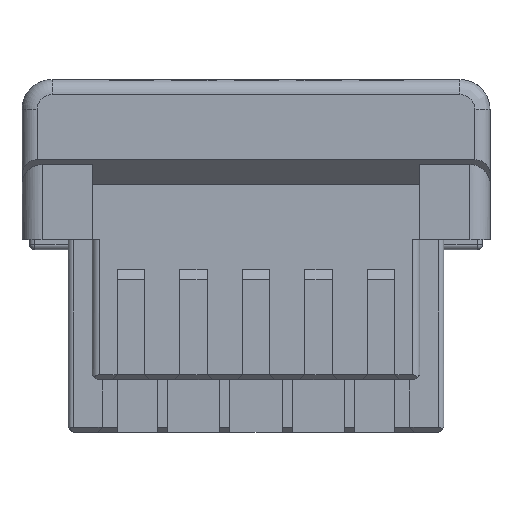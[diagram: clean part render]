
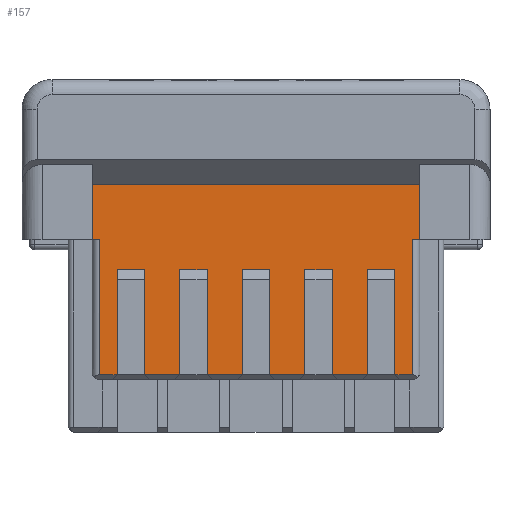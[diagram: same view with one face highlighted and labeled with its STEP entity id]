
A CAD part, front view. The second image highlights one B-rep face of the part: STEP entity #157.
In plain terms, the highlighted planar face has unit normal (0, -1, 0).
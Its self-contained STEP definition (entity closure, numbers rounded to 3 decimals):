
#157=ADVANCED_FACE('',(#804),#805,.T.);
#804=FACE_OUTER_BOUND('',#1938,.T.);
#805=PLANE('',#1939);
#1938=EDGE_LOOP('',(#3956,#3957,#3958,#3959,#3960,#3961,#3962,#3963,#3964,#3965,#3966,#3967,#3968,#3969,#3970,#3971,#3972,#3973,#3974,#3975,#3976,#3977,#3978,#3979,#3980,#3981,#3982,#3983));
#1939=AXIS2_PLACEMENT_3D('',#3984,#3985,#3986);
#3956=ORIENTED_EDGE('',*,*,#7887,.T.);
#3957=ORIENTED_EDGE('',*,*,#7903,.F.);
#3958=ORIENTED_EDGE('',*,*,#7904,.F.);
#3959=ORIENTED_EDGE('',*,*,#7860,.F.);
#3960=ORIENTED_EDGE('',*,*,#7869,.T.);
#3961=ORIENTED_EDGE('',*,*,#7902,.F.);
#3962=ORIENTED_EDGE('',*,*,#7905,.F.);
#3963=ORIENTED_EDGE('',*,*,#7906,.T.);
#3964=ORIENTED_EDGE('',*,*,#7872,.T.);
#3965=ORIENTED_EDGE('',*,*,#7907,.F.);
#3966=ORIENTED_EDGE('',*,*,#7908,.F.);
#3967=ORIENTED_EDGE('',*,*,#7909,.T.);
#3968=ORIENTED_EDGE('',*,*,#7876,.T.);
#3969=ORIENTED_EDGE('',*,*,#7910,.F.);
#3970=ORIENTED_EDGE('',*,*,#7911,.F.);
#3971=ORIENTED_EDGE('',*,*,#7912,.T.);
#3972=ORIENTED_EDGE('',*,*,#7880,.T.);
#3973=ORIENTED_EDGE('',*,*,#7913,.F.);
#3974=ORIENTED_EDGE('',*,*,#7914,.F.);
#3975=ORIENTED_EDGE('',*,*,#7915,.T.);
#3976=ORIENTED_EDGE('',*,*,#7889,.T.);
#3977=ORIENTED_EDGE('',*,*,#7916,.T.);
#3978=ORIENTED_EDGE('',*,*,#7917,.T.);
#3979=ORIENTED_EDGE('',*,*,#7918,.F.);
#3980=ORIENTED_EDGE('',*,*,#7919,.F.);
#3981=ORIENTED_EDGE('',*,*,#7920,.T.);
#3982=ORIENTED_EDGE('',*,*,#7921,.F.);
#3983=ORIENTED_EDGE('',*,*,#7922,.F.);
#3984=CARTESIAN_POINT('',(3.275,-2.225,2.25));
#3985=DIRECTION('',(0.0,-1.0,0.0));
#3986=DIRECTION('',(0.0,0.0,-1.0));
#7860=EDGE_CURVE('',#9605,#9606,#9607,.T.);
#7869=EDGE_CURVE('',#9605,#9621,#9622,.T.);
#7872=EDGE_CURVE('',#9626,#9627,#9628,.T.);
#7876=EDGE_CURVE('',#9634,#9635,#9636,.T.);
#7880=EDGE_CURVE('',#9642,#9643,#9644,.T.);
#7887=EDGE_CURVE('',#9657,#9655,#9658,.T.);
#7889=EDGE_CURVE('',#9660,#9661,#9662,.T.);
#7902=EDGE_CURVE('',#9682,#9621,#9684,.T.);
#7903=EDGE_CURVE('',#9685,#9655,#9686,.T.);
#7904=EDGE_CURVE('',#9606,#9685,#9687,.T.);
#7905=EDGE_CURVE('',#9688,#9682,#9689,.T.);
#7906=EDGE_CURVE('',#9688,#9626,#9690,.T.);
#7907=EDGE_CURVE('',#9691,#9627,#9692,.T.);
#7908=EDGE_CURVE('',#9693,#9691,#9694,.T.);
#7909=EDGE_CURVE('',#9693,#9634,#9695,.T.);
#7910=EDGE_CURVE('',#9696,#9635,#9697,.T.);
#7911=EDGE_CURVE('',#9698,#9696,#9699,.T.);
#7912=EDGE_CURVE('',#9698,#9642,#9700,.T.);
#7913=EDGE_CURVE('',#9701,#9643,#9702,.T.);
#7914=EDGE_CURVE('',#9703,#9701,#9704,.T.);
#7915=EDGE_CURVE('',#9703,#9660,#9705,.T.);
#7916=EDGE_CURVE('',#9661,#9706,#9707,.T.);
#7917=EDGE_CURVE('',#9706,#9708,#9709,.T.);
#7918=EDGE_CURVE('',#9710,#9708,#9711,.T.);
#7919=EDGE_CURVE('',#9712,#9710,#9713,.T.);
#7920=EDGE_CURVE('',#9712,#9714,#9715,.T.);
#7921=EDGE_CURVE('',#9716,#9714,#9717,.T.);
#7922=EDGE_CURVE('',#9657,#9716,#9718,.T.);
#9605=VERTEX_POINT('',#12397);
#9606=VERTEX_POINT('',#12398);
#9607=LINE('',#12399,#12400);
#9621=VERTEX_POINT('',#12422);
#9622=LINE('',#12423,#12424);
#9626=VERTEX_POINT('',#12430);
#9627=VERTEX_POINT('',#12431);
#9628=LINE('',#12432,#12433);
#9634=VERTEX_POINT('',#12442);
#9635=VERTEX_POINT('',#12443);
#9636=LINE('',#12444,#12445);
#9642=VERTEX_POINT('',#12454);
#9643=VERTEX_POINT('',#12455);
#9644=LINE('',#12456,#12457);
#9655=VERTEX_POINT('',#12473);
#9657=VERTEX_POINT('',#12476);
#9658=LINE('',#12477,#12478);
#9660=VERTEX_POINT('',#12484);
#9661=VERTEX_POINT('',#12485);
#9662=LINE('',#12486,#12487);
#9682=VERTEX_POINT('',#12521);
#9684=LINE('',#12524,#12525);
#9685=VERTEX_POINT('',#12526);
#9686=LINE('',#12527,#12528);
#9687=LINE('',#12529,#12530);
#9688=VERTEX_POINT('',#12531);
#9689=LINE('',#12532,#12533);
#9690=LINE('',#12534,#12535);
#9691=VERTEX_POINT('',#12536);
#9692=LINE('',#12537,#12538);
#9693=VERTEX_POINT('',#12539);
#9694=LINE('',#12540,#12541);
#9695=LINE('',#12542,#12543);
#9696=VERTEX_POINT('',#12544);
#9697=LINE('',#12545,#12546);
#9698=VERTEX_POINT('',#12547);
#9699=LINE('',#12548,#12549);
#9700=LINE('',#12550,#12551);
#9701=VERTEX_POINT('',#12552);
#9702=LINE('',#12553,#12554);
#9703=VERTEX_POINT('',#12555);
#9704=LINE('',#12556,#12557);
#9705=LINE('',#12558,#12559);
#9706=VERTEX_POINT('',#12560);
#9707=LINE('',#12561,#12562);
#9708=VERTEX_POINT('',#12563);
#9709=LINE('',#12564,#12565);
#9710=VERTEX_POINT('',#12566);
#9711=LINE('',#12567,#12568);
#9712=VERTEX_POINT('',#12569);
#9713=LINE('',#12570,#12571);
#9714=VERTEX_POINT('',#12572);
#9715=LINE('',#12573,#12574);
#9716=VERTEX_POINT('',#12575);
#9717=LINE('',#12576,#12577);
#9718=LINE('',#12578,#12579);
#12397=CARTESIAN_POINT('',(-2.225,-2.225,-0.45));
#12398=CARTESIAN_POINT('',(-2.225,-2.225,1.65));
#12399=CARTESIAN_POINT('',(-2.225,-2.225,-0.45));
#12400=VECTOR('',#15619,2.1);
#12422=CARTESIAN_POINT('',(-1.525,-2.225,-0.45));
#12423=CARTESIAN_POINT('',(-2.225,-2.225,-0.45));
#12424=VECTOR('',#15628,0.7);
#12430=CARTESIAN_POINT('',(-0.975,-2.225,-0.45));
#12431=CARTESIAN_POINT('',(-0.275,-2.225,-0.45));
#12432=CARTESIAN_POINT('',(-0.975,-2.225,-0.45));
#12433=VECTOR('',#15631,0.7);
#12442=CARTESIAN_POINT('',(0.275,-2.225,-0.45));
#12443=CARTESIAN_POINT('',(0.975,-2.225,-0.45));
#12444=CARTESIAN_POINT('',(0.275,-2.225,-0.45));
#12445=VECTOR('',#15635,0.7);
#12454=CARTESIAN_POINT('',(1.525,-2.225,-0.45));
#12455=CARTESIAN_POINT('',(2.225,-2.225,-0.45));
#12456=CARTESIAN_POINT('',(1.525,-2.225,-0.45));
#12457=VECTOR('',#15639,0.7);
#12473=CARTESIAN_POINT('',(-2.775,-2.225,-0.45));
#12476=CARTESIAN_POINT('',(-3.125,-2.225,-0.45));
#12477=CARTESIAN_POINT('',(-3.125,-2.225,-0.45));
#12478=VECTOR('',#15646,0.35);
#12484=CARTESIAN_POINT('',(2.775,-2.225,-0.45));
#12485=CARTESIAN_POINT('',(3.125,-2.225,-0.45));
#12486=CARTESIAN_POINT('',(2.775,-2.225,-0.45));
#12487=VECTOR('',#15647,0.35);
#12521=CARTESIAN_POINT('',(-1.525,-2.225,1.65));
#12524=CARTESIAN_POINT('',(-1.525,-2.225,1.65));
#12525=VECTOR('',#15659,2.1);
#12526=CARTESIAN_POINT('',(-2.775,-2.225,1.65));
#12527=CARTESIAN_POINT('',(-2.775,-2.225,1.65));
#12528=VECTOR('',#15660,2.1);
#12529=CARTESIAN_POINT('',(-2.225,-2.225,1.65));
#12530=VECTOR('',#15661,0.55);
#12531=CARTESIAN_POINT('',(-0.975,-2.225,1.65));
#12532=CARTESIAN_POINT('',(-0.975,-2.225,1.65));
#12533=VECTOR('',#15662,0.55);
#12534=CARTESIAN_POINT('',(-0.975,-2.225,1.65));
#12535=VECTOR('',#15663,2.1);
#12536=CARTESIAN_POINT('',(-0.275,-2.225,1.65));
#12537=CARTESIAN_POINT('',(-0.275,-2.225,1.65));
#12538=VECTOR('',#15664,2.1);
#12539=CARTESIAN_POINT('',(0.275,-2.225,1.65));
#12540=CARTESIAN_POINT('',(0.275,-2.225,1.65));
#12541=VECTOR('',#15665,0.55);
#12542=CARTESIAN_POINT('',(0.275,-2.225,1.65));
#12543=VECTOR('',#15666,2.1);
#12544=CARTESIAN_POINT('',(0.975,-2.225,1.65));
#12545=CARTESIAN_POINT('',(0.975,-2.225,1.65));
#12546=VECTOR('',#15667,2.1);
#12547=CARTESIAN_POINT('',(1.525,-2.225,1.65));
#12548=CARTESIAN_POINT('',(1.525,-2.225,1.65));
#12549=VECTOR('',#15668,0.55);
#12550=CARTESIAN_POINT('',(1.525,-2.225,1.65));
#12551=VECTOR('',#15669,2.1);
#12552=CARTESIAN_POINT('',(2.225,-2.225,1.65));
#12553=CARTESIAN_POINT('',(2.225,-2.225,1.65));
#12554=VECTOR('',#15670,2.1);
#12555=CARTESIAN_POINT('',(2.775,-2.225,1.65));
#12556=CARTESIAN_POINT('',(2.775,-2.225,1.65));
#12557=VECTOR('',#15671,0.55);
#12558=CARTESIAN_POINT('',(2.775,-2.225,1.65));
#12559=VECTOR('',#15672,2.1);
#12560=CARTESIAN_POINT('',(3.125,-2.225,2.25));
#12561=CARTESIAN_POINT('',(3.125,-2.225,-0.45));
#12562=VECTOR('',#15673,2.7);
#12563=CARTESIAN_POINT('',(3.275,-2.225,2.25));
#12564=CARTESIAN_POINT('',(3.125,-2.225,2.25));
#12565=VECTOR('',#15674,0.15);
#12566=CARTESIAN_POINT('',(3.275,-2.225,3.35));
#12567=CARTESIAN_POINT('',(3.275,-2.225,3.35));
#12568=VECTOR('',#15675,1.1);
#12569=CARTESIAN_POINT('',(-3.275,-2.225,3.35));
#12570=CARTESIAN_POINT('',(-3.275,-2.225,3.35));
#12571=VECTOR('',#15676,6.55);
#12572=CARTESIAN_POINT('',(-3.275,-2.225,2.25));
#12573=CARTESIAN_POINT('',(-3.275,-2.225,3.35));
#12574=VECTOR('',#15677,1.1);
#12575=CARTESIAN_POINT('',(-3.125,-2.225,2.25));
#12576=CARTESIAN_POINT('',(-3.125,-2.225,2.25));
#12577=VECTOR('',#15678,0.15);
#12578=CARTESIAN_POINT('',(-3.125,-2.225,-0.45));
#12579=VECTOR('',#15679,2.7);
#15619=DIRECTION('',(0.0,0.0,1.0));
#15628=DIRECTION('',(1.0,0.0,0.0));
#15631=DIRECTION('',(1.0,0.0,0.0));
#15635=DIRECTION('',(1.0,0.0,0.0));
#15639=DIRECTION('',(1.0,0.0,0.0));
#15646=DIRECTION('',(1.0,0.0,0.0));
#15647=DIRECTION('',(1.0,0.0,0.0));
#15659=DIRECTION('',(0.0,0.0,-1.0));
#15660=DIRECTION('',(0.0,0.0,-1.0));
#15661=DIRECTION('',(-1.0,0.0,0.0));
#15662=DIRECTION('',(-1.0,0.0,0.0));
#15663=DIRECTION('',(0.0,0.0,-1.0));
#15664=DIRECTION('',(0.0,0.0,-1.0));
#15665=DIRECTION('',(-1.0,0.0,0.0));
#15666=DIRECTION('',(0.0,0.0,-1.0));
#15667=DIRECTION('',(0.0,0.0,-1.0));
#15668=DIRECTION('',(-1.0,0.0,0.0));
#15669=DIRECTION('',(0.0,0.0,-1.0));
#15670=DIRECTION('',(0.0,0.0,-1.0));
#15671=DIRECTION('',(-1.0,0.0,0.0));
#15672=DIRECTION('',(0.0,0.0,-1.0));
#15673=DIRECTION('',(0.0,0.0,1.0));
#15674=DIRECTION('',(1.0,0.0,0.0));
#15675=DIRECTION('',(0.0,0.0,-1.0));
#15676=DIRECTION('',(1.0,0.0,0.0));
#15677=DIRECTION('',(0.0,0.0,-1.0));
#15678=DIRECTION('',(-1.0,0.0,0.0));
#15679=DIRECTION('',(0.0,0.0,1.0));
